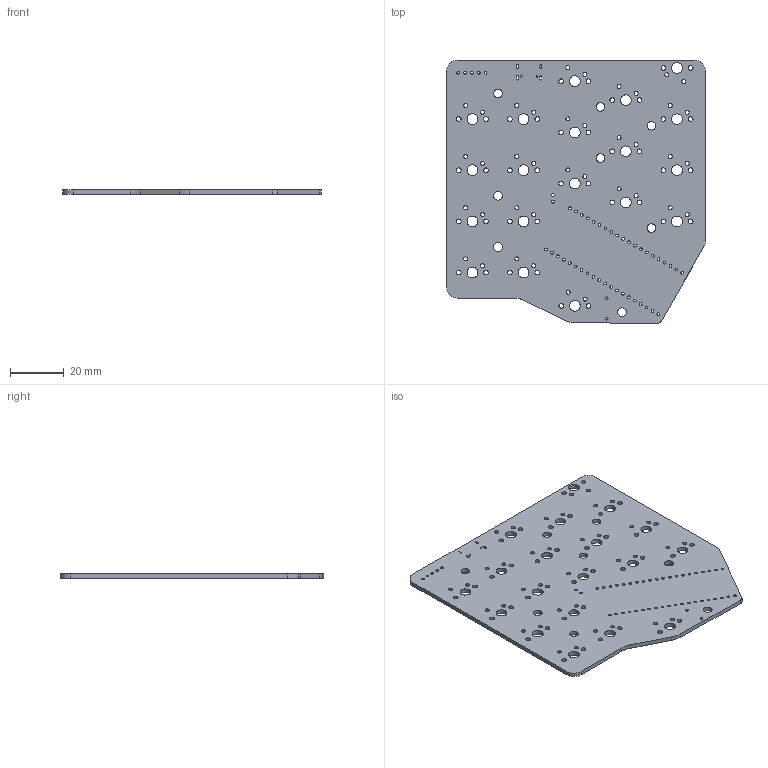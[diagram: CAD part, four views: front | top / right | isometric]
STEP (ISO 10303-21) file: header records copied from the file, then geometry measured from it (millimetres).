
FILE_DESCRIPTION(('FreeCAD Model'),'2;1');
FILE_NAME('Open CASCADE Shape Model','2024-12-15T14:19:41',('Author'),( ''),'Open CASCADE STEP processor 7.8','FreeCAD','Unknown');
FILE_SCHEMA(('AUTOMOTIVE_DESIGN { 1 0 10303 214 1 1 1 1 }'));
Length unit declared in the file: millimetre
Products named in the file (3): Keeb; Board_Geoms_b823; Pcb_b823
Assembly tree (2 placements, depth 3):
  Keeb
    Board_Geoms_b823
      Pcb_b823
Bounding box: 96.2 x 98.11 x 1.6 mm (x, y, z)
Volume: 13308 mm3; surface area: 18629.7 mm2
Topology: 1 solids, 1 shells, 194 faces, 576 edges, 384 vertices
Faces by surface type: cylinder 177, plane 17
Full cylindrical faces by diameter (mm): 0.6 x2, 1 x2, 1.016 x5, 1.02 x40, 1.05 x2, 1.5 x38, 1.75 x38, 3.2 x8, 4 x19
Entity records: 7404 total; most frequent: DIRECTION 1324, CARTESIAN_POINT 1157, ORIENTED_EDGE 1152, EDGE_CURVE 576, AXIS2_PLACEMENT_3D 551, FACE_BOUND 510, EDGE_LOOP 510, VERTEX_POINT 384
